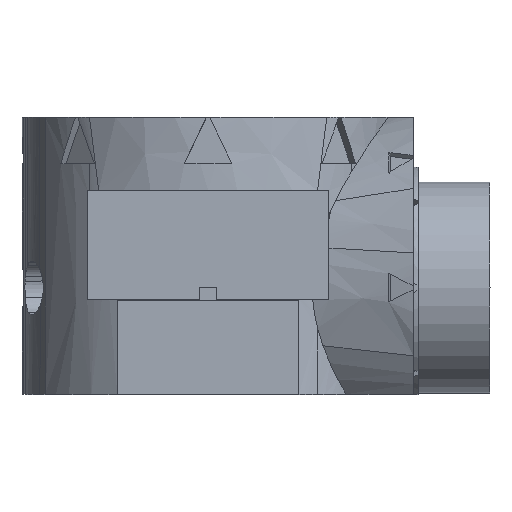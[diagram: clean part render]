
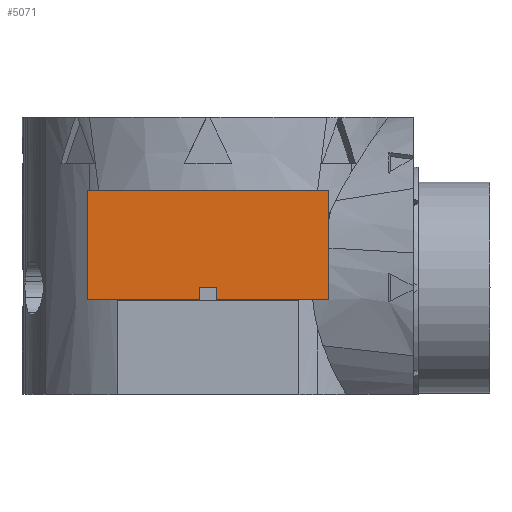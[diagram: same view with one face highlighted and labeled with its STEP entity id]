
A CAD part, top view. The second image highlights one B-rep face of the part: STEP entity #5071.
In plain terms, the highlighted planar face has unit normal (0, 0, 1).
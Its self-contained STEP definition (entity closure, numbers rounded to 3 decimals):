
#240=LINE('',#7207,#662);
#410=LINE('',#7854,#832);
#415=LINE('',#7863,#837);
#576=LINE('',#8885,#998);
#577=LINE('',#8888,#999);
#578=LINE('',#8889,#1000);
#579=LINE('',#8891,#1001);
#580=LINE('',#8892,#1002);
#662=VECTOR('',#5711,10.);
#832=VECTOR('',#6099,10.);
#837=VECTOR('',#6106,10.);
#998=VECTOR('',#6965,10.);
#999=VECTOR('',#6968,10.);
#1000=VECTOR('',#6969,10.);
#1001=VECTOR('',#6970,10.);
#1002=VECTOR('',#6971,10.);
#1176=PLANE('',#5607);
#1437=FACE_OUTER_BOUND('',#1708,.T.);
#1708=EDGE_LOOP('',(#4377,#4378,#4379,#4380,#4381,#4382,#4383,#4384));
#2024=VERTEX_POINT('',#7205);
#2025=VERTEX_POINT('',#7206);
#2243=VERTEX_POINT('',#7853);
#2246=VERTEX_POINT('',#7861);
#2489=VERTEX_POINT('',#8881);
#2490=VERTEX_POINT('',#8883);
#2491=VERTEX_POINT('',#8887);
#2492=VERTEX_POINT('',#8890);
#2541=EDGE_CURVE('',#2024,#2025,#240,.T.);
#2785=EDGE_CURVE('',#2243,#2024,#410,.T.);
#2790=EDGE_CURVE('',#2025,#2246,#415,.T.);
#3220=EDGE_CURVE('',#2489,#2490,#576,.T.);
#3221=EDGE_CURVE('',#2489,#2491,#577,.T.);
#3222=EDGE_CURVE('',#2243,#2490,#578,.T.);
#3223=EDGE_CURVE('',#2492,#2246,#579,.T.);
#3224=EDGE_CURVE('',#2491,#2492,#580,.T.);
#4377=ORIENTED_EDGE('',*,*,#3221,.F.);
#4378=ORIENTED_EDGE('',*,*,#3220,.T.);
#4379=ORIENTED_EDGE('',*,*,#3222,.F.);
#4380=ORIENTED_EDGE('',*,*,#2785,.T.);
#4381=ORIENTED_EDGE('',*,*,#2541,.T.);
#4382=ORIENTED_EDGE('',*,*,#2790,.T.);
#4383=ORIENTED_EDGE('',*,*,#3223,.F.);
#4384=ORIENTED_EDGE('',*,*,#3224,.F.);
#5071=ADVANCED_FACE('',(#1437),#1176,.F.);
#5607=AXIS2_PLACEMENT_3D('',#8886,#6966,#6967);
#5711=DIRECTION('',(1.,0.,0.));
#6099=DIRECTION('',(0.,1.,0.));
#6106=DIRECTION('',(0.,-1.,0.));
#6965=DIRECTION('',(0.,-1.,0.));
#6966=DIRECTION('center_axis',(0.,0.,
-1.));
#6967=DIRECTION('ref_axis',(0.,-1.,0.));
#6968=DIRECTION('',(1.,0.,0.));
#6969=DIRECTION('',(-1.,0.,0.));
#6970=DIRECTION('',(-1.,0.,0.));
#6971=DIRECTION('',(0.,-1.,0.));
#7205=CARTESIAN_POINT('',(-5.614,-12.986,74.289));
#7206=CARTESIAN_POINT('',(-3.614,-12.986,74.289));
#7207=CARTESIAN_POINT('',(-4.614,-12.986,74.289));
#7853=CARTESIAN_POINT('',(-5.614,-14.441,74.289));
#7854=CARTESIAN_POINT('',(-5.614,-12.365,74.289));
#7861=CARTESIAN_POINT('',(-3.614,-14.441,74.289));
#7863=CARTESIAN_POINT('',(-3.614,-12.365,74.289));
#8881=CARTESIAN_POINT('',(-18.832,-1.617,74.289));
#8883=CARTESIAN_POINT('',(-18.832,-14.441,74.289));
#8885=CARTESIAN_POINT('',(-18.832,-9.45,74.289));
#8886=CARTESIAN_POINT('Origin',(-4.614,-10.871,74.289));
#8887=CARTESIAN_POINT('',(9.605,-1.617,74.289));
#8888=CARTESIAN_POINT('',(-4.624,-1.617,74.289));
#8889=CARTESIAN_POINT('',(-7.598,-14.441,74.289));
#8890=CARTESIAN_POINT('',(9.605,-14.441,74.289));
#8891=CARTESIAN_POINT('',(-1.734,-14.441,74.289));
#8892=CARTESIAN_POINT('',(9.605,-9.815,74.289));
